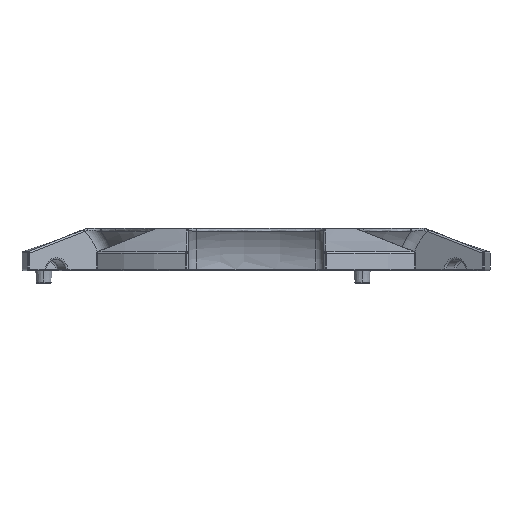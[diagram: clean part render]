
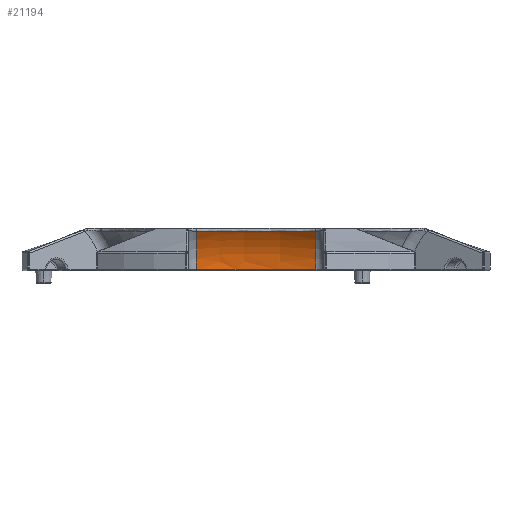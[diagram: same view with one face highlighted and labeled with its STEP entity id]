
A CAD part, left-side view. The second image highlights one B-rep face of the part: STEP entity #21194.
In plain terms, the highlighted toroidal (fillet/blend) face has major radius 30.48 mm and minor radius 40.64 mm.
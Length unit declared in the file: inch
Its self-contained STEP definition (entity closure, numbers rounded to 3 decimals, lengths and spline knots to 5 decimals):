
#19 = DIRECTION ( 'NONE',  ( -1., 0., 0. ) ) ;
#759 = CARTESIAN_POINT ( 'NONE',  ( -0.821, 0.23613, 0.23396 ) ) ;
#1619 = EDGE_CURVE ( 'NONE', #25957, #33812, #15598, .T. ) ;
#2170 = CARTESIAN_POINT ( 'NONE',  ( -0.76416, 0.35122, 0.00974 ) ) ;
#2360 = CARTESIAN_POINT ( 'NONE',  ( -0.75118, -0.29356, 0.00974 ) ) ;
#2558 = ORIENTED_EDGE ( 'NONE', *, *, #8048, .T. ) ;
#3046 = CARTESIAN_POINT ( 'NONE',  ( -0.76416, -0.35122, 0.00974 ) ) ;
#4744 = DIRECTION ( 'NONE',  ( 0., -1., 0. ) ) ;
#4751 = CARTESIAN_POINT ( 'NONE',  ( -1.125, 0.35122, 0. ) ) ;
#5485 = CARTESIAN_POINT ( 'NONE',  ( -0.74144, -0.2354, 0.00975 ) ) ;
#5681 = CARTESIAN_POINT ( 'NONE',  ( -0.75118, 0.29356, 0.00974 ) ) ;
#6809 = CARTESIAN_POINT ( 'NONE',  ( -0.80578, -0.11887, 0.2341 ) ) ;
#7008 = CARTESIAN_POINT ( 'NONE',  ( -0.80883, -0.14832, 0.23407 ) ) ;
#7697 = VERTEX_POINT ( 'NONE', #8854 ) ;
#8048 = EDGE_CURVE ( 'NONE', #7697, #25957, #17016, .T. ) ;
#8854 = CARTESIAN_POINT ( 'NONE',  ( -0.76416, 0.35122, 0.00974 ) ) ;
#9869 = DIRECTION ( 'NONE',  ( 1., 0., 0. ) ) ;
#10313 = CARTESIAN_POINT ( 'NONE',  ( -0.80172, -0.05964, 0.23414 ) ) ;
#10329 = VERTEX_POINT ( 'NONE', #16391 ) ;
#11535 = CARTESIAN_POINT ( 'NONE',  ( -0.72512, -0.02957, 0.00976 ) ) ;
#11724 = CARTESIAN_POINT ( 'NONE',  ( -0.73165, -0.14743, 0.00975 ) ) ;
#12804 = DIRECTION ( 'NONE',  ( 0., 1., 0. ) ) ;
#13058 = CARTESIAN_POINT ( 'NONE',  ( -0.84987, 0.35122, 0.23368 ) ) ;
#13085 = EDGE_LOOP ( 'NONE', ( #28286, #2558, #36509, #19160 ) ) ;
#13924 = CARTESIAN_POINT ( 'NONE',  ( -1.125, -0.35122, 0. ) ) ;
#14094 = CARTESIAN_POINT ( 'NONE',  ( -0.74142, 0.23532, 0.00975 ) ) ;
#14144 = FACE_OUTER_BOUND ( 'NONE', #13085, .T. ) ;
#14471 = B_SPLINE_CURVE_WITH_KNOTS ( 'NONE', 3,
 ( #30869, #15824, #30486, #7008, #6809, #10313, #21662, #27740, #33622, #759, #27922, #13058 ),
 .UNSPECIFIED., .F., .F.,
 ( 4, 2, 2, 2, 2, 4 ),
 ( 0., 0.0045, 0.00676, 0.00901, 0.01351, 0.01802 ),
 .UNSPECIFIED. ) ;
#15598 = CIRCLE ( 'NONE', #38704, 0.36098 ) ;
#15824 = CARTESIAN_POINT ( 'NONE',  ( -0.83314, -0.29407, 0.23385 ) ) ;
#16391 = CARTESIAN_POINT ( 'NONE',  ( -0.84987, 0.35122, 0.23368 ) ) ;
#16688 = DIRECTION ( 'NONE',  ( 1., 0., 0. ) ) ;
#17016 = B_SPLINE_CURVE_WITH_KNOTS ( 'NONE', 3,
 ( #2170, #5681, #14094, #17800, #29731, #11535, #29153, #37950, #11724, #5485, #2360, #23655 ),
 .UNSPECIFIED., .F., .F.,
 ( 4, 2, 2, 2, 2, 4 ),
 ( 0., 0.0045, 0.009, 0.01124, 0.01349, 0.01799 ),
 .UNSPECIFIED. ) ;
#17800 = CARTESIAN_POINT ( 'NONE',  ( -0.72837, 0.11784, 0.00975 ) ) ;
#18441 = AXIS2_PLACEMENT_3D ( 'NONE', #25870, #4744, #16688 ) ;
#19160 = ORIENTED_EDGE ( 'NONE', *, *, #36195, .T. ) ;
#20299 = TOROIDAL_SURFACE ( 'NONE', #18441, -1.2, 1.6 ) ;
#21194 = ADVANCED_FACE ( 'NONE', ( #14144 ), #20299, .F. ) ;
#21662 = CARTESIAN_POINT ( 'NONE',  ( -0.80069, -0.02984, 0.23415 ) ) ;
#23384 = EDGE_CURVE ( 'NONE', #10329, #7697, #30802, .T. ) ;
#23655 = CARTESIAN_POINT ( 'NONE',  ( -0.76416, -0.35122, 0.00974 ) ) ;
#24060 = DIRECTION ( 'NONE',  ( 0., -1., 0. ) ) ;
#25870 = CARTESIAN_POINT ( 'NONE',  ( -1.125, 0., 0. ) ) ;
#25957 = VERTEX_POINT ( 'NONE', #3046 ) ;
#26344 = CARTESIAN_POINT ( 'NONE',  ( -0.84987, -0.35122, 0.23368 ) ) ;
#27740 = CARTESIAN_POINT ( 'NONE',  ( -0.80069, 0.05936, 0.23415 ) ) ;
#27922 = CARTESIAN_POINT ( 'NONE',  ( -0.83315, 0.29407, 0.23385 ) ) ;
#28286 = ORIENTED_EDGE ( 'NONE', *, *, #23384, .T. ) ;
#29153 = CARTESIAN_POINT ( 'NONE',  ( -0.72594, -0.05903, 0.00976 ) ) ;
#29556 = AXIS2_PLACEMENT_3D ( 'NONE', #4751, #12804, #9869 ) ;
#29731 = CARTESIAN_POINT ( 'NONE',  ( -0.72511, 0.05881, 0.00976 ) ) ;
#30486 = CARTESIAN_POINT ( 'NONE',  ( -0.82101, -0.23616, 0.23396 ) ) ;
#30802 = CIRCLE ( 'NONE', #29556, 0.36098 ) ;
#30869 = CARTESIAN_POINT ( 'NONE',  ( -0.84987, -0.35122, 0.23368 ) ) ;
#33622 = CARTESIAN_POINT ( 'NONE',  ( -0.80475, 0.11887, 0.23411 ) ) ;
#33812 = VERTEX_POINT ( 'NONE', #26344 ) ;
#36195 = EDGE_CURVE ( 'NONE', #33812, #10329, #14471, .T. ) ;
#36509 = ORIENTED_EDGE ( 'NONE', *, *, #1619, .T. ) ;
#37950 = CARTESIAN_POINT ( 'NONE',  ( -0.7292, -0.11795, 0.00975 ) ) ;
#38704 = AXIS2_PLACEMENT_3D ( 'NONE', #13924, #24060, #19 ) ;
